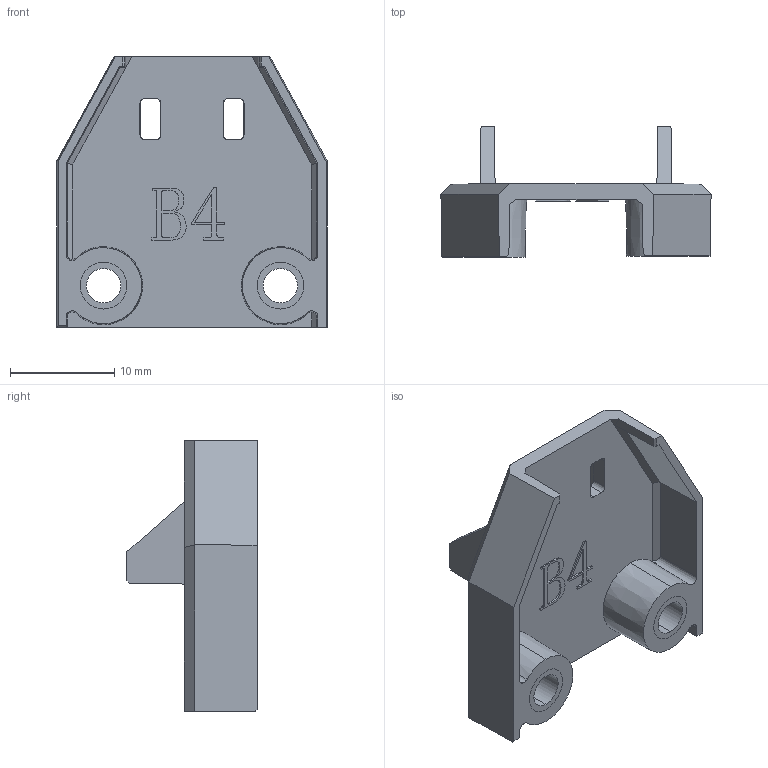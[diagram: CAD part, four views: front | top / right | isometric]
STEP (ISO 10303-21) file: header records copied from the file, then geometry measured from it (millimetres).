
FILE_DESCRIPTION (( 'STEP AP214' ), '1' );
FILE_NAME ('JXHSV06-01009-d Hot bed cable fixed cover.step', '2023-01-05T07:12:32', ( '微软用户' ), ( '微软中国' ), 'SwSTEP 2.0', 'SolidWorks 2020', '' );
FILE_SCHEMA (( 'AUTOMOTIVE_DESIGN' ));
Length unit declared in the file: millimetre
Products named in the file (1): JXHSV06-01009-d Hot bed cable fixed cover
Bounding box: 25.97 x 12.5 x 26 mm (x, y, z)
Volume: 1594.6 mm3; surface area: 2359.6 mm2
Topology: 1 solids, 1 shells, 131 faces, 358 edges, 240 vertices
Faces by surface type: plane 93, cone 20, bspline 14, cylinder 4
Entity records: 5073 total; most frequent: CARTESIAN_POINT 1524, ORIENTED_EDGE 716, DIRECTION 617, EDGE_CURVE 358, LINE 271, VECTOR 271, VERTEX_POINT 240, AXIS2_PLACEMENT_3D 173
